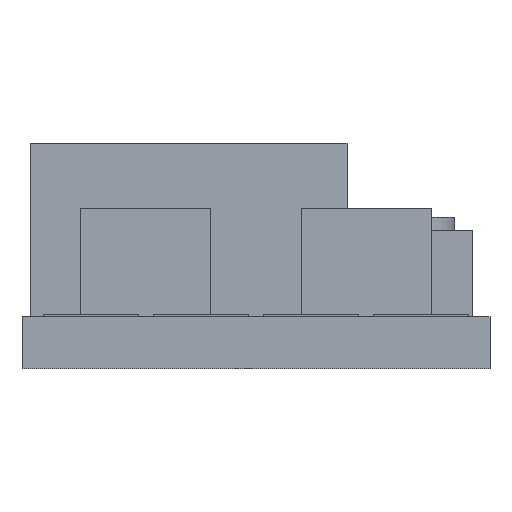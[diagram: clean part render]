
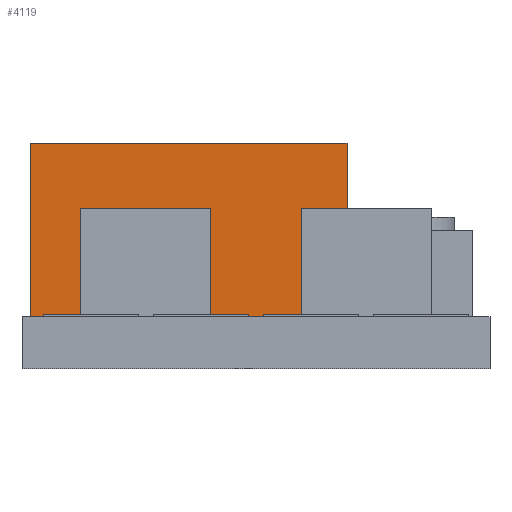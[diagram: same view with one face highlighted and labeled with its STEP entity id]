
A CAD part, left-side view. The second image highlights one B-rep face of the part: STEP entity #4119.
In plain terms, the highlighted planar face has unit normal (-1, 0, 0).
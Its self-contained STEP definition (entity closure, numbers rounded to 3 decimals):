
#63 = VERTEX_POINT ( 'NONE', #5228 ) ;
#674 = EDGE_CURVE ( 'NONE', #1665, #7647, #6890, .T. ) ;
#1142 = LINE ( 'NONE', #4655, #7205 ) ;
#1283 = VERTEX_POINT ( 'NONE', #5433 ) ;
#1341 = PLANE ( 'NONE',  #3159 ) ;
#1568 = VECTOR ( 'NONE', #4442, 1000. ) ;
#1665 = VERTEX_POINT ( 'NONE', #5733 ) ;
#1960 = CARTESIAN_POINT ( 'NONE',  ( -4.42, 5.2, 5.2 ) ) ;
#2045 = ORIENTED_EDGE ( 'NONE', *, *, #674, .T. ) ;
#2106 = VECTOR ( 'NONE', #3185, 1000. ) ;
#2245 = DIRECTION ( 'NONE',  ( 0., -1., 0. ) ) ;
#2455 = CARTESIAN_POINT ( 'NONE',  ( -4.42, 5.2, 1.2 ) ) ;
#3087 = DIRECTION ( 'NONE',  ( 0., -1., 0. ) ) ;
#3159 = AXIS2_PLACEMENT_3D ( 'NONE', #1960, #4360, #5601 ) ;
#3185 = DIRECTION ( 'NONE',  ( 0., 0., -1. ) ) ;
#3458 = EDGE_CURVE ( 'NONE', #1283, #1665, #7642, .T. ) ;
#3792 = CARTESIAN_POINT ( 'NONE',  ( -4.42, -2.1, 5.2 ) ) ;
#4119 = ADVANCED_FACE ( 'NONE', ( #5262 ), #1341, .F. ) ;
#4328 = VECTOR ( 'NONE', #3087, 1000. ) ;
#4360 = DIRECTION ( 'NONE',  ( 1., 0., 0. ) ) ;
#4442 = DIRECTION ( 'NONE',  ( 0., 0., -1. ) ) ;
#4655 = CARTESIAN_POINT ( 'NONE',  ( -4.42, 5.2, 5.2 ) ) ;
#4780 = CARTESIAN_POINT ( 'NONE',  ( -4.42, -2.1, 1.2 ) ) ;
#4840 = EDGE_CURVE ( 'NONE', #63, #7647, #5044, .T. ) ;
#5044 = LINE ( 'NONE', #3792, #2106 ) ;
#5156 = ORIENTED_EDGE ( 'NONE', *, *, #4840, .F. ) ;
#5228 = CARTESIAN_POINT ( 'NONE',  ( -4.42, -2.1, 5.2 ) ) ;
#5262 = FACE_OUTER_BOUND ( 'NONE', #7698, .T. ) ;
#5433 = CARTESIAN_POINT ( 'NONE',  ( -4.42, 5.2, 5.2 ) ) ;
#5601 = DIRECTION ( 'NONE',  ( 0., 1., 0. ) ) ;
#5733 = CARTESIAN_POINT ( 'NONE',  ( -4.42, 5.2, 1.2 ) ) ;
#5763 = EDGE_CURVE ( 'NONE', #1283, #63, #1142, .T. ) ;
#6267 = CARTESIAN_POINT ( 'NONE',  ( -4.42, 5.2, 5.2 ) ) ;
#6627 = ORIENTED_EDGE ( 'NONE', *, *, #3458, .T. ) ;
#6890 = LINE ( 'NONE', #2455, #4328 ) ;
#7180 = ORIENTED_EDGE ( 'NONE', *, *, #5763, .F. ) ;
#7205 = VECTOR ( 'NONE', #2245, 1000. ) ;
#7642 = LINE ( 'NONE', #6267, #1568 ) ;
#7647 = VERTEX_POINT ( 'NONE', #4780 ) ;
#7698 = EDGE_LOOP ( 'NONE', ( #2045, #5156, #7180, #6627 ) ) ;
